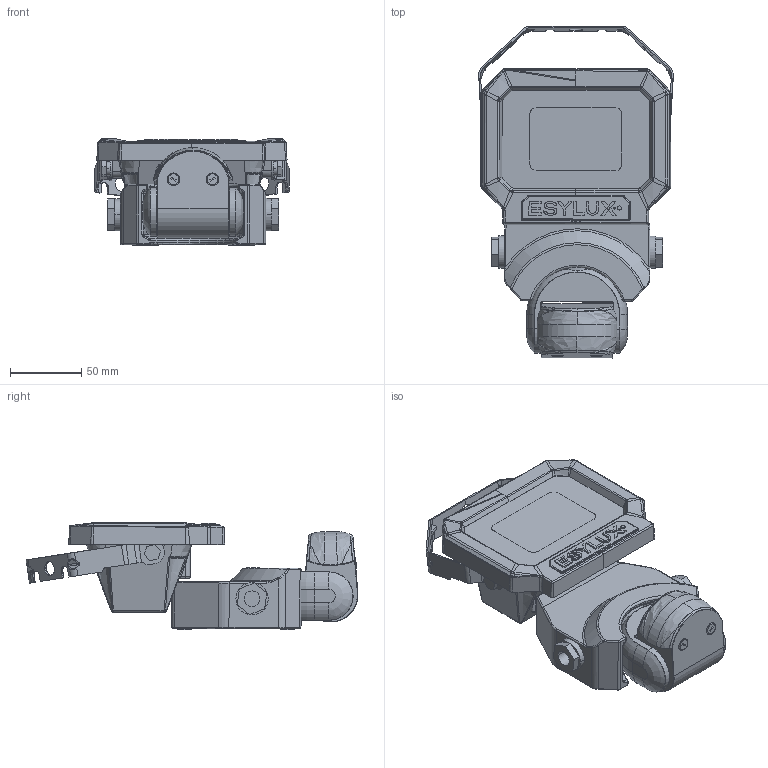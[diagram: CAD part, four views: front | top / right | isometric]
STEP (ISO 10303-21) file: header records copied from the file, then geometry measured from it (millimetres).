
FILE_DESCRIPTION('');
FILE_NAME('');
FILE_SCHEMA(('CONFIG_CONTROL_DESIGN'));
Length unit declared in the file: millimetre
Products named in the file (1): EL10810077
Bounding box: 136.39 x 232.81 x 75.45 mm (x, y, z)
Volume: 701489.4 mm3; surface area: 176428.2 mm2
Topology: 22 solids, 24 shells, 1712 faces, 4287 edges, 2630 vertices
Faces by surface type: plane 669, bspline 585, cylinder 352, torus 46, extrusion 33, cone 21, sphere 4, revolution 2
Entity records: 77876 total; most frequent: CARTESIAN_POINT 44359, ORIENTED_EDGE 8520, EDGE_CURVE 4236, DIRECTION 3941, VERTEX_POINT 2600, B_SPLINE_CURVE_WITH_KNOTS 1929, VECTOR 1795, EDGE_LOOP 1790
